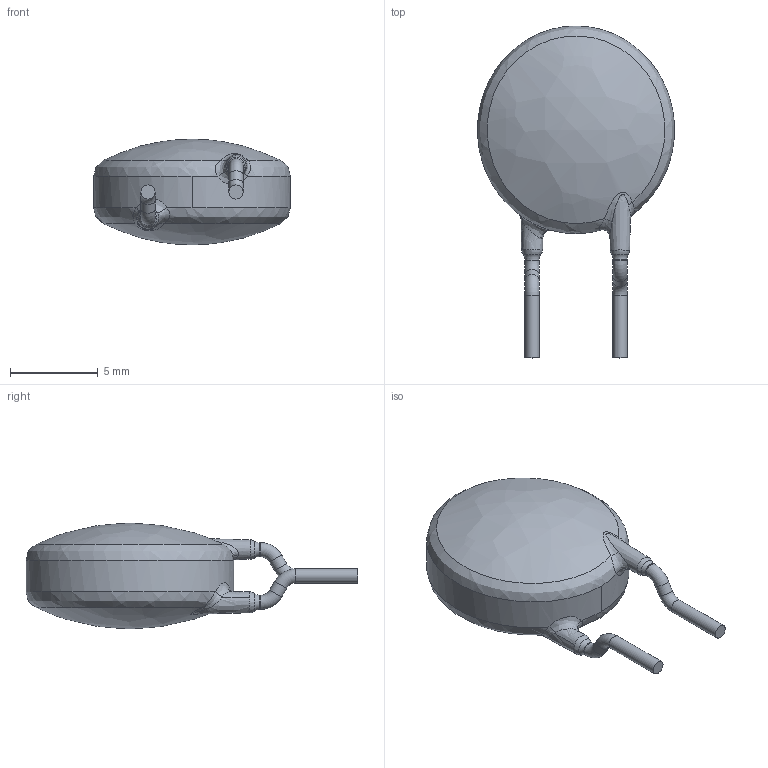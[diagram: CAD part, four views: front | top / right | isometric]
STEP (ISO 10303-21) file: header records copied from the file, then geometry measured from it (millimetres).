
FILE_DESCRIPTION(/* description */ (''),/* implementation_level */ '2;1');
FILE_NAME(/* name */ 'NTC_L11.5-W6.0-P5.00-D0.6.step',/* time_stamp */ '2022-11-26T08:53:24+02:00',/* author */ (''),/* organization */ (''),/* preprocessor_version */ 'ST-DEVELOPER v19.2',/* originating_system */ 'Autodesk Translation Framework v11.17.0.187',/* authorisation */ '');
FILE_SCHEMA (('AUTOMOTIVE_DESIGN { 1 0 10303 214 3 1 1 }'));
Length unit declared in the file: millimetre
Products named in the file (1): NTC_L11.5-W6.0-P5.00-D0.6
Bounding box: 11.19 x 18.87 x 6 mm (x, y, z)
Volume: 478.3 mm3; surface area: 367.6 mm2
Topology: 1 solids, 1 shells, 33 faces, 82 edges, 51 vertices
Faces by surface type: bspline 18, torus 6, cylinder 6, plane 2, cone 1
Full cylindrical faces by diameter (mm): 0.8 x6
Entity records: 4093 total; most frequent: CARTESIAN_POINT 3320, ORIENTED_EDGE 164, DIRECTION 135, EDGE_CURVE 82, AXIS2_PLACEMENT_3D 62, VERTEX_POINT 51, CIRCLE 43, FACE_OUTER_BOUND 33
